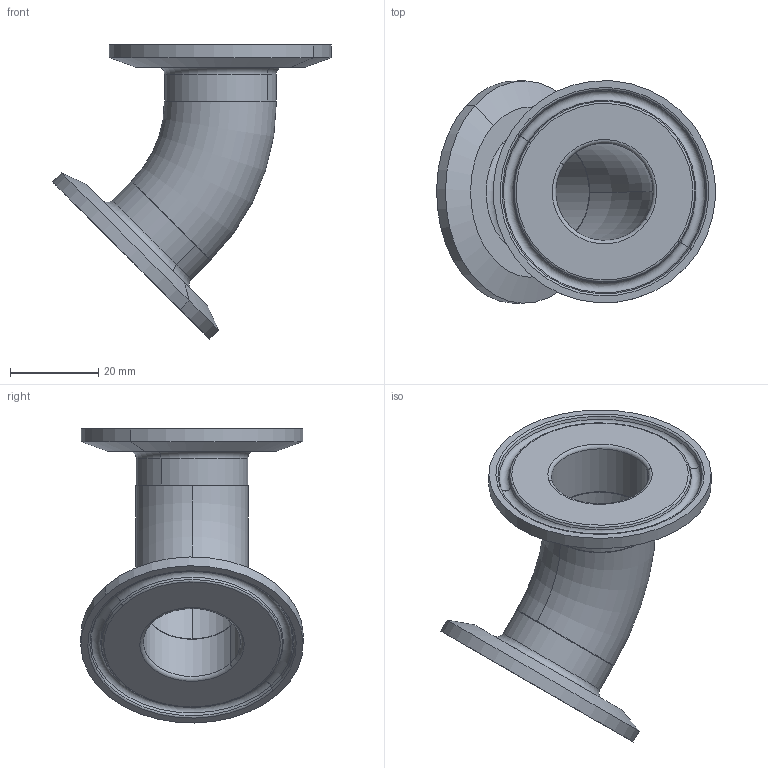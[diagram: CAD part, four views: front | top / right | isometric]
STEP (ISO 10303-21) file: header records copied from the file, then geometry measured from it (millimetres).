
FILE_DESCRIPTION (( 'STEP AP214' ), '1' );
FILE_NAME ('DT17 25.4 B.STEP', '2014-03-17T03:52:08', ( '' ), ( '' ), 'SwSTEP 2.0', 'SolidWorks 2013', '' );
FILE_SCHEMA (( 'AUTOMOTIVE_DESIGN' ));
Length unit declared in the file: inch
Products named in the file (3): DT17 25.4 B; DT17 25.4; 17 25.4
Assembly tree (3 placements, depth 2):
  DT17 25.4 B
    DT17 25.4
    17 25.4  x2
Bounding box: 63.19 x 50.39 x 66.64 mm (x, y, z)
Volume: 19002.2 mm3; surface area: 15477.8 mm2
Topology: 3 solids, 3 shells, 66 faces, 132 edges, 76 vertices
Faces by surface type: torus 24, cylinder 20, cone 12, plane 10
Entity records: 1188 total; most frequent: DIRECTION 232, CARTESIAN_POINT 172, ORIENTED_EDGE 160, AXIS2_PLACEMENT_3D 106, EDGE_CURVE 80, CIRCLE 60, EDGE_LOOP 46, VERTEX_POINT 46
